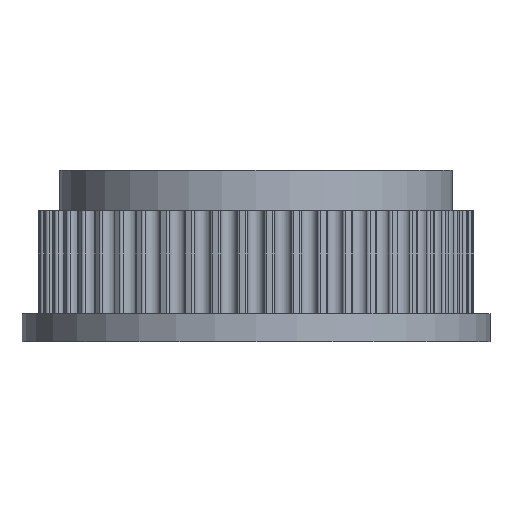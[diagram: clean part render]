
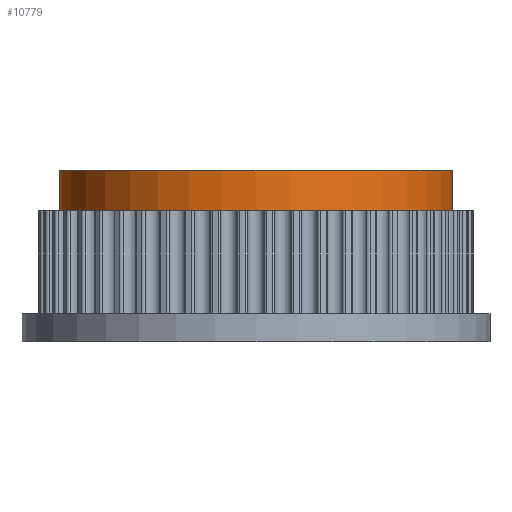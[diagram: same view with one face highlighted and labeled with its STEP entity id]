
A CAD part, front view. The second image highlights one B-rep face of the part: STEP entity #10779.
In plain terms, the highlighted cylindrical face has radius 21 mm (diameter 42 mm), a partial arc.
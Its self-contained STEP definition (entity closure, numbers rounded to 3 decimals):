
#282 = VECTOR ( 'NONE', #6373, 1000. ) ;
#507 = CARTESIAN_POINT ( 'NONE',  ( -21., 0., 18.3 ) ) ;
#729 = DIRECTION ( 'NONE',  ( -1., 0., 0. ) ) ;
#1020 = VERTEX_POINT ( 'NONE', #5532 ) ;
#1319 = EDGE_LOOP ( 'NONE', ( #9250, #1619, #1557, #2884 ) ) ;
#1557 = ORIENTED_EDGE ( 'NONE', *, *, #7313, .T. ) ;
#1619 = ORIENTED_EDGE ( 'NONE', *, *, #7183, .T. ) ;
#1625 = CIRCLE ( 'NONE', #3562, 21. ) ;
#2687 = CARTESIAN_POINT ( 'NONE',  ( 0., 0., 18.3 ) ) ;
#2743 = DIRECTION ( 'NONE',  ( -1., 0., 0. ) ) ;
#2884 = ORIENTED_EDGE ( 'NONE', *, *, #4737, .F. ) ;
#2906 = CYLINDRICAL_SURFACE ( 'NONE', #5354, 21. ) ;
#3318 = AXIS2_PLACEMENT_3D ( 'NONE', #2687, #3631, #2743 ) ;
#3562 = AXIS2_PLACEMENT_3D ( 'NONE', #5816, #9183, #729 ) ;
#3631 = DIRECTION ( 'NONE',  ( 0., 0., -1. ) ) ;
#3653 = CIRCLE ( 'NONE', #3318, 21. ) ;
#3803 = CARTESIAN_POINT ( 'NONE',  ( -21., 0., 14. ) ) ;
#4663 = LINE ( 'NONE', #507, #282 ) ;
#4737 = EDGE_CURVE ( 'NONE', #1020, #8420, #1625, .T. ) ;
#4877 = CARTESIAN_POINT ( 'NONE',  ( 21., 0., 18.3 ) ) ;
#4930 = CARTESIAN_POINT ( 'NONE',  ( 21., 0., 18.3 ) ) ;
#5354 = AXIS2_PLACEMENT_3D ( 'NONE', #10451, #7151, #6993 ) ;
#5532 = CARTESIAN_POINT ( 'NONE',  ( 21., 0., 14. ) ) ;
#5816 = CARTESIAN_POINT ( 'NONE',  ( 0., 0., 14. ) ) ;
#6373 = DIRECTION ( 'NONE',  ( 0., 0., -1. ) ) ;
#6601 = DIRECTION ( 'NONE',  ( 0., 0., -1. ) ) ;
#6993 = DIRECTION ( 'NONE',  ( -1., 0., 0. ) ) ;
#7096 = FACE_OUTER_BOUND ( 'NONE', #1319, .T. ) ;
#7151 = DIRECTION ( 'NONE',  ( 0., 0., -1. ) ) ;
#7183 = EDGE_CURVE ( 'NONE', #9669, #7205, #3653, .T. ) ;
#7205 = VERTEX_POINT ( 'NONE', #8800 ) ;
#7313 = EDGE_CURVE ( 'NONE', #7205, #8420, #4663, .T. ) ;
#7568 = EDGE_CURVE ( 'NONE', #9669, #1020, #9184, .T. ) ;
#8420 = VERTEX_POINT ( 'NONE', #3803 ) ;
#8481 = VECTOR ( 'NONE', #6601, 1000. ) ;
#8800 = CARTESIAN_POINT ( 'NONE',  ( -21., 0., 18.3 ) ) ;
#9183 = DIRECTION ( 'NONE',  ( 0., 0., -1. ) ) ;
#9184 = LINE ( 'NONE', #4930, #8481 ) ;
#9250 = ORIENTED_EDGE ( 'NONE', *, *, #7568, .F. ) ;
#9669 = VERTEX_POINT ( 'NONE', #4877 ) ;
#10451 = CARTESIAN_POINT ( 'NONE',  ( 0., 0., 18.3 ) ) ;
#10779 = ADVANCED_FACE ( 'NONE', ( #7096 ), #2906, .T. ) ;
